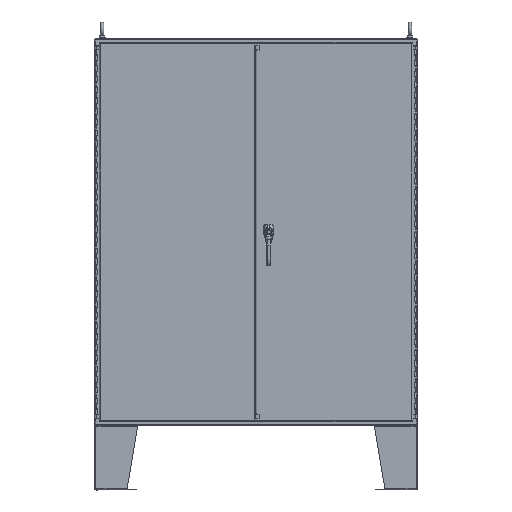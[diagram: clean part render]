
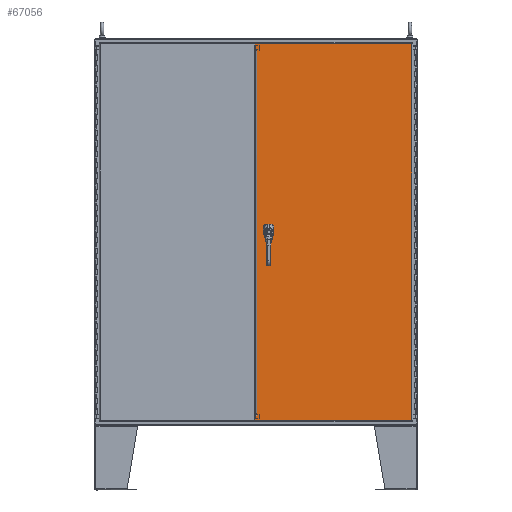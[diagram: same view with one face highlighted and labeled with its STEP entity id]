
A CAD part, top view. The second image highlights one B-rep face of the part: STEP entity #67056.
In plain terms, the highlighted face is planar.
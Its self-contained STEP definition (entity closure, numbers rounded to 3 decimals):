
#8565=FACE_BOUND('',#16391,.T.);
#8566=FACE_BOUND('',#16392,.T.);
#8567=FACE_BOUND('',#16393,.T.);
#8568=FACE_BOUND('',#16394,.T.);
#11899=PLANE('',#70277);
#13377=FACE_OUTER_BOUND('',#16390,.T.);
#16390=EDGE_LOOP('',(#54032,#54033,#54034,#54035,#54036,#54037,#54038,#54039,
#54040,#54041,#54042,#54043,#54044,#54045));
#16391=EDGE_LOOP('',(#54046,#54047,#54048,#54049,#54050,#54051,#54052,#54053));
#16392=EDGE_LOOP('',(#54054));
#16393=EDGE_LOOP('',(#54055));
#16394=EDGE_LOOP('',(#54056));
#19643=LINE('',#96470,#24814);
#19647=LINE('',#96482,#24818);
#19651=LINE('',#96494,#24822);
#19655=LINE('',#96504,#24826);
#19672=LINE('',#96647,#24843);
#19675=LINE('',#96655,#24846);
#19678=LINE('',#96662,#24849);
#19682=LINE('',#96669,#24853);
#19684=LINE('',#96673,#24855);
#19685=LINE('',#96675,#24856);
#19686=LINE('',#96677,#24857);
#19687=LINE('',#96679,#24858);
#19688=LINE('',#96681,#24859);
#19689=LINE('',#96683,#24860);
#19690=LINE('',#96685,#24861);
#19691=LINE('',#96687,#24862);
#19692=LINE('',#96689,#24863);
#19693=LINE('',#96690,#24864);
#24814=VECTOR('',#77896,0.425);
#24818=VECTOR('',#77908,0.425);
#24822=VECTOR('',#77920,0.425);
#24826=VECTOR('',#77932,0.425);
#24843=VECTOR('',#77981,68.218);
#24846=VECTOR('',#77992,0.);
#24849=VECTOR('',#77997,0.);
#24853=VECTOR('',#78003,0.);
#24855=VECTOR('',#78007,0.);
#24856=VECTOR('',#78008,0.);
#24857=VECTOR('',#78009,0.);
#24858=VECTOR('',#78010,0.619);
#24859=VECTOR('',#78011,0.537);
#24860=VECTOR('',#78012,29.302);
#24861=VECTOR('',#78013,70.167);
#24862=VECTOR('',#78014,29.302);
#24863=VECTOR('',#78015,0.537);
#24864=VECTOR('',#78016,0.619);
#29602=CIRCLE('',#70241,0.453);
#29604=CIRCLE('',#70245,0.453);
#29606=CIRCLE('',#70249,0.453);
#29608=CIRCLE('',#70253,0.453);
#29610=CIRCLE('',#70257,0.14);
#29612=CIRCLE('',#70260,0.14);
#29614=CIRCLE('',#70263,0.14);
#33357=VERTEX_POINT('',#96461);
#33358=VERTEX_POINT('',#96463);
#33360=VERTEX_POINT('',#96469);
#33362=VERTEX_POINT('',#96475);
#33364=VERTEX_POINT('',#96481);
#33366=VERTEX_POINT('',#96487);
#33368=VERTEX_POINT('',#96493);
#33370=VERTEX_POINT('',#96499);
#33372=VERTEX_POINT('',#96508);
#33374=VERTEX_POINT('',#96513);
#33376=VERTEX_POINT('',#96518);
#33384=VERTEX_POINT('',#96599);
#33392=VERTEX_POINT('',#96645);
#33393=VERTEX_POINT('',#96654);
#33395=VERTEX_POINT('',#96660);
#33396=VERTEX_POINT('',#96661);
#33399=VERTEX_POINT('',#96672);
#33400=VERTEX_POINT('',#96674);
#33401=VERTEX_POINT('',#96676);
#33402=VERTEX_POINT('',#96678);
#33403=VERTEX_POINT('',#96680);
#33404=VERTEX_POINT('',#96682);
#33405=VERTEX_POINT('',#96684);
#33406=VERTEX_POINT('',#96686);
#33407=VERTEX_POINT('',#96688);
#42732=EDGE_CURVE('',#33358,#33357,#29602,.T.);
#42735=EDGE_CURVE('',#33360,#33358,#19643,.T.);
#42738=EDGE_CURVE('',#33362,#33360,#29604,.T.);
#42741=EDGE_CURVE('',#33364,#33362,#19647,.T.);
#42744=EDGE_CURVE('',#33366,#33364,#29606,.T.);
#42747=EDGE_CURVE('',#33368,#33366,#19651,.T.);
#42750=EDGE_CURVE('',#33370,#33368,#29608,.T.);
#42753=EDGE_CURVE('',#33357,#33370,#19655,.T.);
#42755=EDGE_CURVE('',#33372,#33372,#29610,.T.);
#42757=EDGE_CURVE('',#33374,#33374,#29612,.T.);
#42759=EDGE_CURVE('',#33376,#33376,#29614,.T.);
#42782=EDGE_CURVE('',#33384,#33392,#19672,.T.);
#42785=EDGE_CURVE('',#33393,#33384,#19675,.T.);
#42788=EDGE_CURVE('',#33395,#33396,#19678,.T.);
#42792=EDGE_CURVE('',#33396,#33393,#19682,.T.);
#42794=EDGE_CURVE('',#33392,#33399,#19684,.T.);
#42795=EDGE_CURVE('',#33399,#33400,#19685,.T.);
#42796=EDGE_CURVE('',#33400,#33401,#19686,.T.);
#42797=EDGE_CURVE('',#33401,#33402,#19687,.T.);
#42798=EDGE_CURVE('',#33402,#33403,#19688,.T.);
#42799=EDGE_CURVE('',#33403,#33404,#19689,.T.);
#42800=EDGE_CURVE('',#33404,#33405,#19690,.T.);
#42801=EDGE_CURVE('',#33405,#33406,#19691,.T.);
#42802=EDGE_CURVE('',#33406,#33407,#19692,.T.);
#42803=EDGE_CURVE('',#33407,#33395,#19693,.T.);
#54032=ORIENTED_EDGE('',*,*,#42788,.T.);
#54033=ORIENTED_EDGE('',*,*,#42792,.T.);
#54034=ORIENTED_EDGE('',*,*,#42785,.T.);
#54035=ORIENTED_EDGE('',*,*,#42782,.T.);
#54036=ORIENTED_EDGE('',*,*,#42794,.T.);
#54037=ORIENTED_EDGE('',*,*,#42795,.T.);
#54038=ORIENTED_EDGE('',*,*,#42796,.T.);
#54039=ORIENTED_EDGE('',*,*,#42797,.T.);
#54040=ORIENTED_EDGE('',*,*,#42798,.T.);
#54041=ORIENTED_EDGE('',*,*,#42799,.T.);
#54042=ORIENTED_EDGE('',*,*,#42800,.T.);
#54043=ORIENTED_EDGE('',*,*,#42801,.T.);
#54044=ORIENTED_EDGE('',*,*,#42802,.T.);
#54045=ORIENTED_EDGE('',*,*,#42803,.T.);
#54046=ORIENTED_EDGE('',*,*,#42732,.T.);
#54047=ORIENTED_EDGE('',*,*,#42753,.T.);
#54048=ORIENTED_EDGE('',*,*,#42750,.T.);
#54049=ORIENTED_EDGE('',*,*,#42747,.T.);
#54050=ORIENTED_EDGE('',*,*,#42744,.T.);
#54051=ORIENTED_EDGE('',*,*,#42741,.T.);
#54052=ORIENTED_EDGE('',*,*,#42738,.T.);
#54053=ORIENTED_EDGE('',*,*,#42735,.T.);
#54054=ORIENTED_EDGE('',*,*,#42755,.T.);
#54055=ORIENTED_EDGE('',*,*,#42757,.T.);
#54056=ORIENTED_EDGE('',*,*,#42759,.T.);
#67056=ADVANCED_FACE('',(#13377,#8565,#8566,#8567,#8568),#11899,.F.);
#70241=AXIS2_PLACEMENT_3D('',#96464,#77890,#77891);
#70245=AXIS2_PLACEMENT_3D('',#96476,#77902,#77903);
#70249=AXIS2_PLACEMENT_3D('',#96488,#77914,#77915);
#70253=AXIS2_PLACEMENT_3D('',#96500,#77926,#77927);
#70257=AXIS2_PLACEMENT_3D('',#96509,#77937,#77938);
#70260=AXIS2_PLACEMENT_3D('',#96514,#77943,#77944);
#70263=AXIS2_PLACEMENT_3D('',#96519,#77949,#77950);
#70277=AXIS2_PLACEMENT_3D('',#96671,#78005,#78006);
#77890=DIRECTION('center_axis',(0.,0.,1.));
#77891=DIRECTION('ref_axis',(-0.469,-0.883,0.));
#77896=DIRECTION('',(0.,1.,0.));
#77902=DIRECTION('center_axis',(0.,0.,1.));
#77903=DIRECTION('ref_axis',(-0.883,0.469,0.));
#77908=DIRECTION('',(1.,0.,0.));
#77914=DIRECTION('center_axis',(0.,0.,1.));
#77915=DIRECTION('ref_axis',(0.469,0.883,0.));
#77920=DIRECTION('',(0.,-1.,0.));
#77926=DIRECTION('center_axis',(0.,0.,1.));
#77927=DIRECTION('ref_axis',(0.883,-0.469,0.));
#77932=DIRECTION('',(-1.,0.,0.));
#77937=DIRECTION('center_axis',(0.,0.,1.));
#77938=DIRECTION('ref_axis',(1.,0.,0.));
#77943=DIRECTION('center_axis',(0.,0.,1.));
#77944=DIRECTION('ref_axis',(1.,0.,0.));
#77949=DIRECTION('center_axis',(0.,0.,1.));
#77950=DIRECTION('ref_axis',(1.,0.,0.));
#77981=DIRECTION('',(0.,-1.,0.));
#77992=DIRECTION('',(1.,0.,0.));
#77997=DIRECTION('',(-1.,0.,0.));
#78003=DIRECTION('',(0.,-1.,0.));
#78005=DIRECTION('center_axis',(0.,0.,1.));
#78006=DIRECTION('ref_axis',(1.,0.,0.));
#78007=DIRECTION('',(-1.,0.,0.));
#78008=DIRECTION('',(0.,-1.,0.));
#78009=DIRECTION('',(1.,0.,0.));
#78010=DIRECTION('',(0.707,-0.707,0.));
#78011=DIRECTION('',(0.,-1.,0.));
#78012=DIRECTION('',(-1.,0.,0.));
#78013=DIRECTION('',(0.,1.,0.));
#78014=DIRECTION('',(1.,0.,0.));
#78015=DIRECTION('',(0.,-1.,0.));
#78016=DIRECTION('',(-0.707,-0.707,0.));
#96461=CARTESIAN_POINT('',(12.348,0.4,0.));
#96463=CARTESIAN_POINT('',(12.535,0.213,0.));
#96464=CARTESIAN_POINT('Origin',(12.135,0.,0.));
#96469=CARTESIAN_POINT('',(12.535,-0.213,0.));
#96470=CARTESIAN_POINT('',(12.535,0.106,0.));
#96475=CARTESIAN_POINT('',(12.348,-0.4,0.));
#96476=CARTESIAN_POINT('Origin',(12.135,0.,0.));
#96481=CARTESIAN_POINT('',(11.923,-0.4,0.));
#96482=CARTESIAN_POINT('',(6.174,-0.4,0.));
#96487=CARTESIAN_POINT('',(11.735,-0.213,0.));
#96488=CARTESIAN_POINT('Origin',(12.135,0.,0.));
#96493=CARTESIAN_POINT('',(11.735,0.213,0.));
#96494=CARTESIAN_POINT('',(11.735,-0.106,0.));
#96499=CARTESIAN_POINT('',(11.923,0.4,0.));
#96500=CARTESIAN_POINT('Origin',(12.135,0.,0.));
#96504=CARTESIAN_POINT('',(5.961,0.4,0.));
#96508=CARTESIAN_POINT('',(11.995,0.885,0.));
#96509=CARTESIAN_POINT('Origin',(12.135,0.885,0.));
#96513=CARTESIAN_POINT('',(11.995,-1.378,0.));
#96514=CARTESIAN_POINT('Origin',(12.135,-1.378,0.));
#96518=CARTESIAN_POINT('',(11.995,-0.886,0.));
#96519=CARTESIAN_POINT('Origin',(12.135,-0.886,0.));
#96599=CARTESIAN_POINT('',(14.313,34.109,0.));
#96645=CARTESIAN_POINT('',(14.313,-34.109,0.));
#96647=CARTESIAN_POINT('',(14.313,-17.055,0.));
#96654=CARTESIAN_POINT('',(14.312,34.109,0.));
#96655=CARTESIAN_POINT('',(7.156,34.109,0.));
#96660=CARTESIAN_POINT('',(14.313,34.109,0.));
#96661=CARTESIAN_POINT('',(14.312,34.109,0.));
#96662=CARTESIAN_POINT('',(7.156,34.109,0.));
#96669=CARTESIAN_POINT('',(14.312,17.055,0.));
#96671=CARTESIAN_POINT('Origin',(0.,0.,
0.));
#96672=CARTESIAN_POINT('',(14.312,-34.109,0.));
#96673=CARTESIAN_POINT('',(7.156,-34.109,0.));
#96674=CARTESIAN_POINT('',(14.312,-34.109,0.));
#96675=CARTESIAN_POINT('',(14.312,-17.055,0.));
#96676=CARTESIAN_POINT('',(14.313,-34.109,0.));
#96677=CARTESIAN_POINT('',(7.156,-34.109,0.));
#96678=CARTESIAN_POINT('',(14.75,-34.547,0.));
#96679=CARTESIAN_POINT('',(2.426,-22.223,0.));
#96680=CARTESIAN_POINT('',(14.75,-35.084,0.));
#96681=CARTESIAN_POINT('',(14.75,35.281,0.));
#96682=CARTESIAN_POINT('',(-14.552,-35.084,0.));
#96683=CARTESIAN_POINT('',(7.375,-35.084,0.));
#96684=CARTESIAN_POINT('',(-14.552,35.084,0.));
#96685=CARTESIAN_POINT('',(-14.552,-17.542,0.));
#96686=CARTESIAN_POINT('',(14.75,35.084,0.));
#96687=CARTESIAN_POINT('',(-7.375,35.084,0.));
#96688=CARTESIAN_POINT('',(14.75,34.547,0.));
#96689=CARTESIAN_POINT('',(14.75,35.281,0.));
#96690=CARTESIAN_POINT('',(2.207,22.004,0.));
